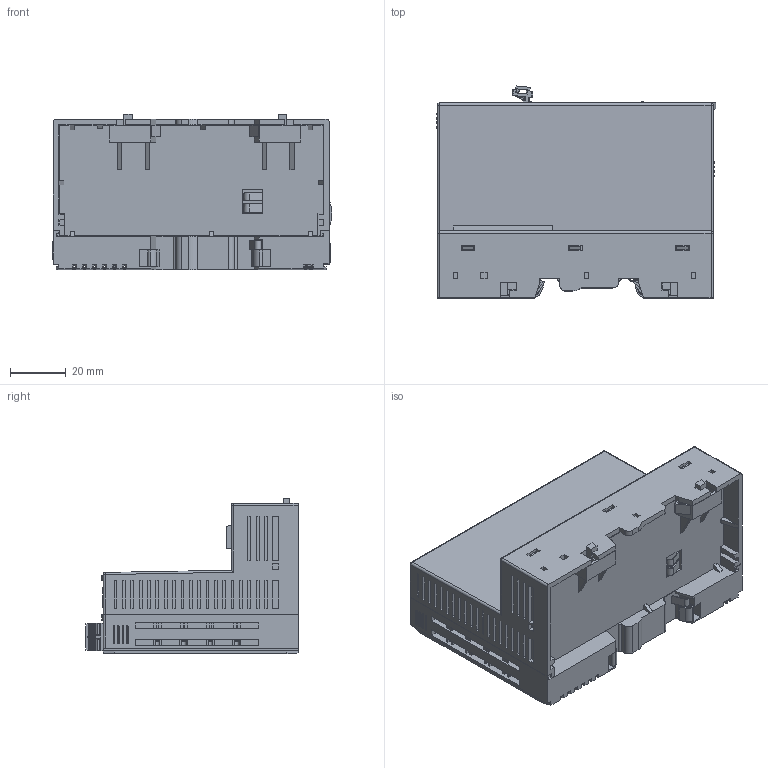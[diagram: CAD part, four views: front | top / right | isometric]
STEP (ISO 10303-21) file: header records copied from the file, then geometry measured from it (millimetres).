
FILE_DESCRIPTION((''),'2;1');
FILE_NAME('RN-9211','2019-10-08T',('seo'),(''),'CREO PARAMETRIC BY PTC INC, 2016130','CREO PARAMETRIC BY PTC INC, 2016130','');
FILE_SCHEMA(('CONFIG_CONTROL_DESIGN'));
Products named in the file (1): RN-9211
Bounding box: 100.36 x 76.15 x 55.8 mm (x, y, z)
Volume: 224393.1 mm3; surface area: 56665.5 mm2
Topology: 2 solids, 3 shells, 2823 faces, 7741 edges, 5070 vertices
Faces by surface type: plane 2452, cylinder 269, bspline 45, cone 25, torus 18, sphere 14
Entity records: 90008 total; most frequent: CARTESIAN_POINT 18282, ORIENTED_EDGE 15482, DIRECTION 13643, EDGE_CURVE 7741, VECTOR 6981, LINE 6981, VERTEX_POINT 5070, AXIS2_PLACEMENT_3D 3331
